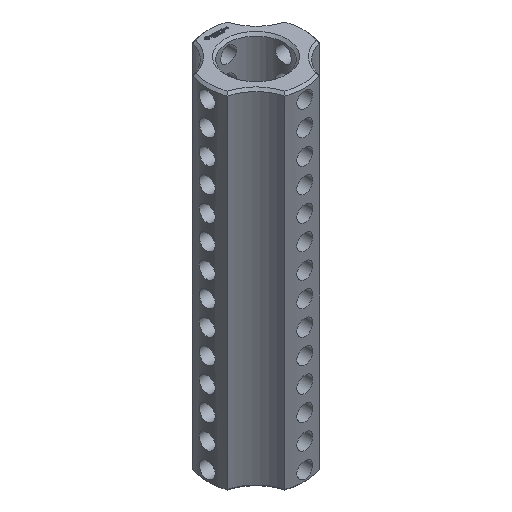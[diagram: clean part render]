
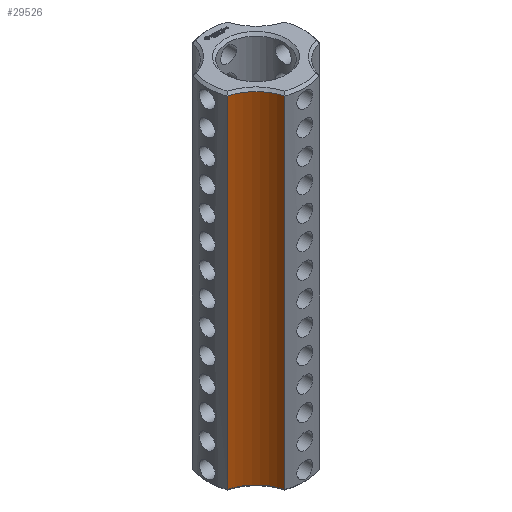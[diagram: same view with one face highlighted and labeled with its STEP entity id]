
A CAD part, isometric view. The second image highlights one B-rep face of the part: STEP entity #29526.
In plain terms, the highlighted cylindrical face has radius 5 mm (diameter 10 mm), a partial arc.
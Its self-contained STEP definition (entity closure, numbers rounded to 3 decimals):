
#3143 = CYLINDRICAL_SURFACE('',#3144,6.25);
#3144 = AXIS2_PLACEMENT_3D('',#3145,#3146,#3147);
#3145 = CARTESIAN_POINT('',(0.,0.,0.));
#3146 = DIRECTION('',(-0.,-0.,-1.));
#3147 = DIRECTION('',(1.,0.,0.));
#6832 = EDGE_CURVE('',#6833,#6835,#6837,.T.);
#6833 = VERTEX_POINT('',#6834);
#6834 = CARTESIAN_POINT('',(-2.225,-5.841,0.3));
#6835 = VERTEX_POINT('',#6836);
#6836 = CARTESIAN_POINT('',(-2.225,-5.841,43.45));
#6837 = SURFACE_CURVE('',#6838,(#6842,#6849),.PCURVE_S1.);
#6838 = LINE('',#6839,#6840);
#6839 = CARTESIAN_POINT('',(-2.225,-5.841,0.));
#6840 = VECTOR('',#6841,1.);
#6841 = DIRECTION('',(0.,0.,1.));
#6842 = PCURVE('',#3143,#6843);
#6843 = DEFINITIONAL_REPRESENTATION('',(#6844),#6848);
#6844 = LINE('',#6845,#6846);
#6845 = CARTESIAN_POINT('',(-4.348,0.));
#6846 = VECTOR('',#6847,1.);
#6847 = DIRECTION('',(-0.,-1.));
#6848 = ( GEOMETRIC_REPRESENTATION_CONTEXT(2) 
PARAMETRIC_REPRESENTATION_CONTEXT() REPRESENTATION_CONTEXT('2D SPACE',''
  ) );
#6849 = PCURVE('',#6850,#6855);
#6850 = CYLINDRICAL_SURFACE('',#6851,5.);
#6851 = AXIS2_PLACEMENT_3D('',#6852,#6853,#6854);
#6852 = CARTESIAN_POINT('',(-7.071,-7.071,0.));
#6853 = DIRECTION('',(-0.,-0.,-1.));
#6854 = DIRECTION('',(1.,0.,0.));
#6855 = DEFINITIONAL_REPRESENTATION('',(#6856),#6860);
#6856 = LINE('',#6857,#6858);
#6857 = CARTESIAN_POINT('',(-0.249,0.));
#6858 = VECTOR('',#6859,1.);
#6859 = DIRECTION('',(-0.,-1.));
#6860 = ( GEOMETRIC_REPRESENTATION_CONTEXT(2) 
PARAMETRIC_REPRESENTATION_CONTEXT() REPRESENTATION_CONTEXT('2D SPACE',''
  ) );
#9304 = CONICAL_SURFACE('',#9305,5.,0.785);
#9305 = AXIS2_PLACEMENT_3D('',#9306,#9307,#9308);
#9306 = CARTESIAN_POINT('',(-7.071,-7.071,0.3));
#9307 = DIRECTION('',(-0.,-0.,-1.));
#9308 = DIRECTION('',(0.969,0.246,0.));
#9536 = CONICAL_SURFACE('',#9537,5.,0.785);
#9537 = AXIS2_PLACEMENT_3D('',#9538,#9539,#9540);
#9538 = CARTESIAN_POINT('',(-7.071,-7.071,43.45));
#9539 = DIRECTION('',(0.,0.,1.));
#9540 = DIRECTION('',(0.969,0.246,0.));
#29526 = ADVANCED_FACE('',(#29527),#6850,.F.);
#29527 = FACE_BOUND('',#29528,.T.);
#29528 = EDGE_LOOP('',(#29529,#29530,#29554,#29582));
#29529 = ORIENTED_EDGE('',*,*,#6832,.T.);
#29530 = ORIENTED_EDGE('',*,*,#29531,.T.);
#29531 = EDGE_CURVE('',#6835,#29532,#29534,.T.);
#29532 = VERTEX_POINT('',#29533);
#29533 = CARTESIAN_POINT('',(-5.841,-2.225,43.45));
#29534 = SURFACE_CURVE('',#29535,(#29540,#29547),.PCURVE_S1.);
#29535 = CIRCLE('',#29536,5.);
#29536 = AXIS2_PLACEMENT_3D('',#29537,#29538,#29539);
#29537 = CARTESIAN_POINT('',(-7.071,-7.071,43.45));
#29538 = DIRECTION('',(0.,-0.,1.));
#29539 = DIRECTION('',(0.969,0.246,0.));
#29540 = PCURVE('',#6850,#29541);
#29541 = DEFINITIONAL_REPRESENTATION('',(#29542),#29546);
#29542 = LINE('',#29543,#29544);
#29543 = CARTESIAN_POINT('',(-0.249,-43.45));
#29544 = VECTOR('',#29545,1.);
#29545 = DIRECTION('',(-1.,0.));
#29546 = ( GEOMETRIC_REPRESENTATION_CONTEXT(2) 
PARAMETRIC_REPRESENTATION_CONTEXT() REPRESENTATION_CONTEXT('2D SPACE',''
  ) );
#29547 = PCURVE('',#9536,#29548);
#29548 = DEFINITIONAL_REPRESENTATION('',(#29549),#29553);
#29549 = LINE('',#29550,#29551);
#29550 = CARTESIAN_POINT('',(0.,0.));
#29551 = VECTOR('',#29552,1.);
#29552 = DIRECTION('',(1.,0.));
#29553 = ( GEOMETRIC_REPRESENTATION_CONTEXT(2) 
PARAMETRIC_REPRESENTATION_CONTEXT() REPRESENTATION_CONTEXT('2D SPACE',''
  ) );
#29554 = ORIENTED_EDGE('',*,*,#29555,.F.);
#29555 = EDGE_CURVE('',#29556,#29532,#29558,.T.);
#29556 = VERTEX_POINT('',#29557);
#29557 = CARTESIAN_POINT('',(-5.841,-2.225,0.3));
#29558 = SURFACE_CURVE('',#29559,(#29563,#29570),.PCURVE_S1.);
#29559 = LINE('',#29560,#29561);
#29560 = CARTESIAN_POINT('',(-5.841,-2.225,0.));
#29561 = VECTOR('',#29562,1.);
#29562 = DIRECTION('',(0.,0.,1.));
#29563 = PCURVE('',#6850,#29564);
#29564 = DEFINITIONAL_REPRESENTATION('',(#29565),#29569);
#29565 = LINE('',#29566,#29567);
#29566 = CARTESIAN_POINT('',(-1.322,0.));
#29567 = VECTOR('',#29568,1.);
#29568 = DIRECTION('',(-0.,-1.));
#29569 = ( GEOMETRIC_REPRESENTATION_CONTEXT(2) 
PARAMETRIC_REPRESENTATION_CONTEXT() REPRESENTATION_CONTEXT('2D SPACE',''
  ) );
#29570 = PCURVE('',#29571,#29576);
#29571 = CYLINDRICAL_SURFACE('',#29572,6.25);
#29572 = AXIS2_PLACEMENT_3D('',#29573,#29574,#29575);
#29573 = CARTESIAN_POINT('',(0.,0.,0.));
#29574 = DIRECTION('',(-0.,-0.,-1.));
#29575 = DIRECTION('',(1.,0.,0.));
#29576 = DEFINITIONAL_REPRESENTATION('',(#29577),#29581);
#29577 = LINE('',#29578,#29579);
#29578 = CARTESIAN_POINT('',(-3.506,0.));
#29579 = VECTOR('',#29580,1.);
#29580 = DIRECTION('',(-0.,-1.));
#29581 = ( GEOMETRIC_REPRESENTATION_CONTEXT(2) 
PARAMETRIC_REPRESENTATION_CONTEXT() REPRESENTATION_CONTEXT('2D SPACE',''
  ) );
#29582 = ORIENTED_EDGE('',*,*,#29583,.F.);
#29583 = EDGE_CURVE('',#6833,#29556,#29584,.T.);
#29584 = SURFACE_CURVE('',#29585,(#29590,#29597),.PCURVE_S1.);
#29585 = CIRCLE('',#29586,5.);
#29586 = AXIS2_PLACEMENT_3D('',#29587,#29588,#29589);
#29587 = CARTESIAN_POINT('',(-7.071,-7.071,0.3));
#29588 = DIRECTION('',(0.,-0.,1.));
#29589 = DIRECTION('',(0.969,0.246,0.));
#29590 = PCURVE('',#6850,#29591);
#29591 = DEFINITIONAL_REPRESENTATION('',(#29592),#29596);
#29592 = LINE('',#29593,#29594);
#29593 = CARTESIAN_POINT('',(-0.249,-0.3));
#29594 = VECTOR('',#29595,1.);
#29595 = DIRECTION('',(-1.,0.));
#29596 = ( GEOMETRIC_REPRESENTATION_CONTEXT(2) 
PARAMETRIC_REPRESENTATION_CONTEXT() REPRESENTATION_CONTEXT('2D SPACE',''
  ) );
#29597 = PCURVE('',#9304,#29598);
#29598 = DEFINITIONAL_REPRESENTATION('',(#29599),#29603);
#29599 = LINE('',#29600,#29601);
#29600 = CARTESIAN_POINT('',(-0.,0.));
#29601 = VECTOR('',#29602,1.);
#29602 = DIRECTION('',(-1.,0.));
#29603 = ( GEOMETRIC_REPRESENTATION_CONTEXT(2) 
PARAMETRIC_REPRESENTATION_CONTEXT() REPRESENTATION_CONTEXT('2D SPACE',''
  ) );
